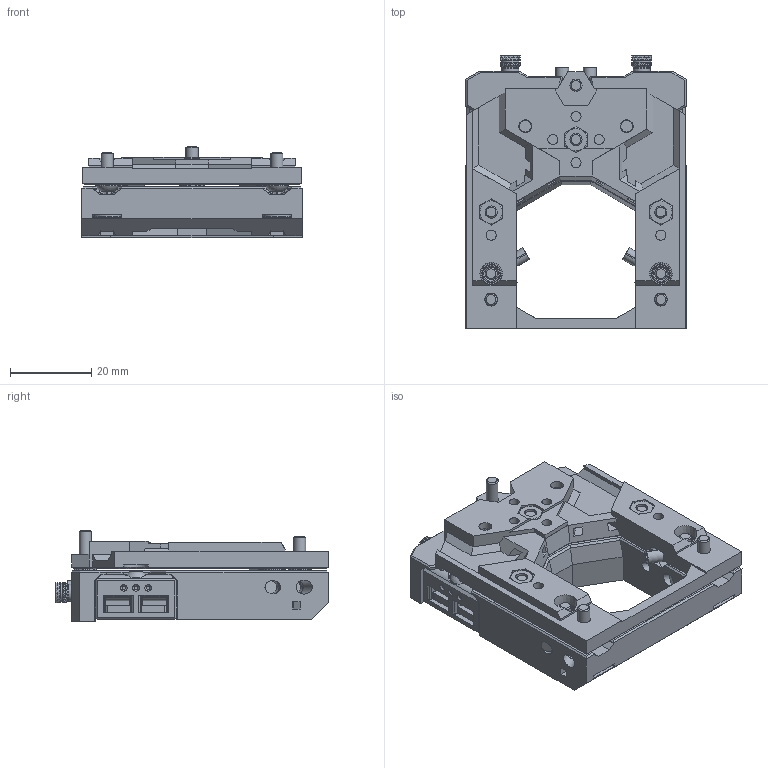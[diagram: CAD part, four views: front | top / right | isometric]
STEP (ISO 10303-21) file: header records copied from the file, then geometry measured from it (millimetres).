
FILE_DESCRIPTION(/* description */ ('','CAx-IF Rec.Pracs.---Representation and Presentation of Product Manufacturing Information (PMI)---4.0---2014-10-13'),/* implementation_level */ '2;1');
FILE_NAME(/* name */ 'MadMax_Core_MGN9H_MSB_v11.step',/* time_stamp */ '2025-03-09T18:26:20-07:00',/* author */ (''),/* organization */ (''),/* preprocessor_version */ 'ST-DEVELOPER v20',/* originating_system */ 'Autodesk Translation Framework v13.20.0.188',/* authorisation */ '');
FILE_SCHEMA (('AP242_MANAGED_MODEL_BASED_3D_ENGINEERING_MIM_LF { 1 0 10303 442 1 1 4 }'));
Products named in the file (54): MGN9H-MSB; Carriage; MadMaxCarriage; Magnets; Magnet (4); Magnet (2); Magnet (3); Magnet (1); Magnet (10); Pins; Pin (5); Pin (2); Pin (3); Pin (4); Pin (1); Pin; Nuts and Bolts (1); M3x35 BHCS; M3 Hexnut; M3x8 FHCS; M3 Hexnut_1; M3 Hexnut_2; M3 Hexnut_3; M3 Shim Washer; M3 Hexnut_4; M3x8 FHCS_1; Belt Clips; 3mm Gap 6mm Belt; 3mm Gap 6mm Belt_1; Long Nut; Clip; Tube; M3x10 BHCS; Heatset Pin 35mm; Heatset Pin 35mm_1; M3 Threaded Insert v3 (3); Component1; Plate Assembly; Plate; Nuts and Bolts ...
Assembly tree (87 placements, depth 6):
  MGN9H-MSB
    Carriage
      MadMaxCarriage
        Magnets
          Magnet (4)
          Magnet (2)
          Magnet
          Magnet (3)
          Magnet (1)
          Magnet (10)
        Pins
          Pin (5)
          Pin (2)
          Pin (3)
          Pin (4)
          Pin (1)
          Pin
        Nuts and Bolts (1)
          M3x8 FHCS  x5
          M3x35 BHCS
          M3 Hexnut
            M3_Hexnut
          M3 Hexnut_1
            M3_Hexnut
          M3 Hexnut_2
            M3_Hexnut
          M3 Hexnut_3
            M3_Hexnut
          M3 Shim Washer  x2
          M3 Hexnut_4
            M3_Hexnut
          M3x8 FHCS_1
        Belt Clips
          3mm Gap 6mm Belt
            Long Nut
            Clip
            Tube
            M3x10 BHCS
          3mm Gap 6mm Belt_1
            Long Nut
            Clip
            Tube
            M3x10 BHCS
          Heatset Pin 35mm
            M3 Threaded Insert v3 (3)
            Component1
          Heatset Pin 35mm_1
            M3 Threaded Insert v3 (3)
            Component1
    Plate Assembly
      Plate
      Nuts and Bolts
        M3x12 BHCS
        M3 Threaded Insert  x4
        M3x8 BHCS  x4
        Crimp Terminal
        Crimp Terminal_1
        M3 Jam Nut  x2
        M3 Hexnut_5
          M3_Hexnut
Bounding box: 54.69 x 67.35 x 22.7 mm (x, y, z)
Volume: 34575 mm3; surface area: 31101.3 mm2
Topology: 66 solids, 66 shells, 2658 faces, 6761 edges, 4273 vertices
Faces by surface type: plane 1173, cylinder 537, bspline 490, cone 435, torus 16, sphere 7
Full cylindrical faces by diameter (mm): 1.9 x4, 2.4 x2, 2.5 x12, 2.7 x2, 2.8 x2, 2.9 x6, 3 x31, 3.1 x10, 3.188 x12, 3.2 x20, 3.428 x2, 4 x2, 4.1 x4, 4.2 x2, 4.25 x10, 4.5 x2, 4.6 x2, 4.7 x4, 5.7 x7, 6 x12, 6.1 x24, 6.2 x2, 7 x2, 7.5 x2
Entity records: 56722 total; most frequent: CARTESIAN_POINT 19178, ORIENTED_EDGE 7794, DIRECTION 7209, EDGE_CURVE 3897, AXIS2_PLACEMENT_3D 2483, VERTEX_POINT 2462, LINE 2243, VECTOR 2243
